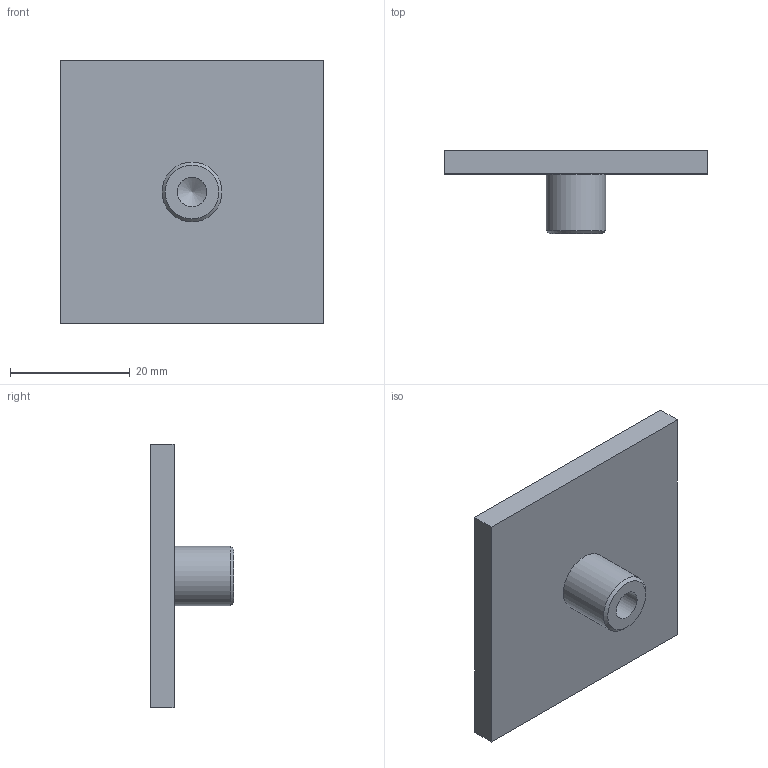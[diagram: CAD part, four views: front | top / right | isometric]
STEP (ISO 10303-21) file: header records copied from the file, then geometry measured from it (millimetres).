
FILE_DESCRIPTION( ( 'Unknown' ), '1' );
FILE_NAME( 'Decke_44x44x4_M6l.stp', 'Unknown', ( 'Unknown' ), ( 'Unknown' ), 'PSStep 16.0.42', 'Unknown', ' ' );
FILE_SCHEMA( ( 'AUTOMOTIVE_DESIGN { 1 0 10303 214 1 1 1 1 }' ) );
Length unit declared in the file: millimetre
Products named in the file (1): 1
Bounding box: 44 x 14 x 44 mm (x, y, z)
Volume: 8288.4 mm3; surface area: 5069.2 mm2
Topology: 1 solids, 1 shells, 12 faces, 26 edges, 17 vertices
Faces by surface type: plane 7, cylinder 3, cone 2
Full cylindrical faces by diameter (mm): 4.917 x2, 10 x1
Entity records: 392 total; most frequent: DIRECTION 50, CARTESIAN_POINT 46, ORIENTED_EDGE 36, AXIS2_PLACEMENT_3D 19, EDGE_LOOP 18, EDGE_CURVE 18, FACE_OUTER_BOUND 15, VERTEX_POINT 15
